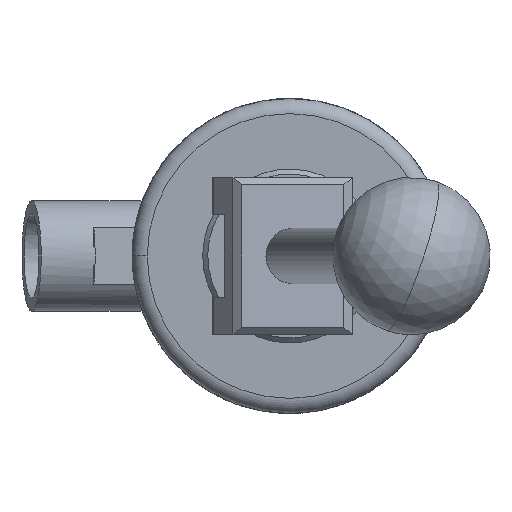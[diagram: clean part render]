
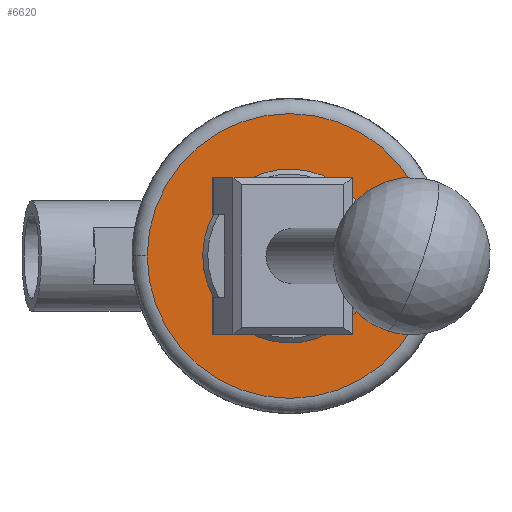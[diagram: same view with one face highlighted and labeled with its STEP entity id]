
A CAD part, front view. The second image highlights one B-rep face of the part: STEP entity #6620.
In plain terms, the highlighted planar face has unit normal (0, -1, 0).
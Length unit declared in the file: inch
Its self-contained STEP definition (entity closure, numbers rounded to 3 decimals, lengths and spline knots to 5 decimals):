
#455 = CIRCLE ( 'NONE', #6910, 1.13 ) ;
#543 = CARTESIAN_POINT ( 'NONE',  ( 1.13, 0., 0. ) ) ;
#546 = DIRECTION ( 'NONE',  ( 1., 0., 0. ) ) ;
#931 = CIRCLE ( 'NONE', #14867, 0.348 ) ;
#1574 = FACE_BOUND ( 'NONE', #8671, .T. ) ;
#1635 = ORIENTED_EDGE ( 'NONE', *, *, #3511, .T. ) ;
#1726 = CARTESIAN_POINT ( 'NONE',  ( 0., 0., 0. ) ) ;
#2150 = CIRCLE ( 'NONE', #5355, 1.13 ) ;
#2474 = DIRECTION ( 'NONE',  ( 0., -1., 0. ) ) ;
#2493 = DIRECTION ( 'NONE',  ( 0., -1., 0. ) ) ;
#2709 = CARTESIAN_POINT ( 'NONE',  ( 0., 0., 0. ) ) ;
#2721 = DIRECTION ( 'NONE',  ( 1., 0., 0. ) ) ;
#3511 = EDGE_CURVE ( 'NONE', #16210, #7182, #455, .T. ) ;
#3521 = ORIENTED_EDGE ( 'NONE', *, *, #12992, .T. ) ;
#4019 = EDGE_LOOP ( 'NONE', ( #1635, #3521 ) ) ;
#5303 = DIRECTION ( 'NONE',  ( 1., 0., 0. ) ) ;
#5335 = DIRECTION ( 'NONE',  ( 1., 0., 0. ) ) ;
#5355 = AXIS2_PLACEMENT_3D ( 'NONE', #2709, #11389, #5303 ) ;
#5443 = VERTEX_POINT ( 'NONE', #5862 ) ;
#5862 = CARTESIAN_POINT ( 'NONE',  ( -0.348, 0., 0. ) ) ;
#6381 = PLANE ( 'NONE',  #13009 ) ;
#6620 = ADVANCED_FACE ( 'NONE', ( #11587, #1574 ), #6381, .T. ) ;
#6910 = AXIS2_PLACEMENT_3D ( 'NONE', #1726, #13324, #546 ) ;
#7182 = VERTEX_POINT ( 'NONE', #14757 ) ;
#8217 = CARTESIAN_POINT ( 'NONE',  ( 0., 0., 0. ) ) ;
#8508 = ORIENTED_EDGE ( 'NONE', *, *, #12220, .F. ) ;
#8671 = EDGE_LOOP ( 'NONE', ( #8508, #14325 ) ) ;
#9087 = AXIS2_PLACEMENT_3D ( 'NONE', #8217, #12063, #12136 ) ;
#10053 = CARTESIAN_POINT ( 'NONE',  ( 0.348, 0., 0. ) ) ;
#10138 = VERTEX_POINT ( 'NONE', #10053 ) ;
#10930 = CIRCLE ( 'NONE', #9087, 0.348 ) ;
#11389 = DIRECTION ( 'NONE',  ( 0., -1., 0. ) ) ;
#11506 = CARTESIAN_POINT ( 'NONE',  ( 0., 0., -0.348 ) ) ;
#11587 = FACE_OUTER_BOUND ( 'NONE', #4019, .T. ) ;
#12063 = DIRECTION ( 'NONE',  ( 0., -1., 0. ) ) ;
#12136 = DIRECTION ( 'NONE',  ( 1., 0., 0. ) ) ;
#12220 = EDGE_CURVE ( 'NONE', #10138, #5443, #931, .T. ) ;
#12992 = EDGE_CURVE ( 'NONE', #7182, #16210, #2150, .T. ) ;
#13009 = AXIS2_PLACEMENT_3D ( 'NONE', #11506, #2493, #5335 ) ;
#13324 = DIRECTION ( 'NONE',  ( 0., -1., 0. ) ) ;
#14325 = ORIENTED_EDGE ( 'NONE', *, *, #16202, .F. ) ;
#14757 = CARTESIAN_POINT ( 'NONE',  ( -1.13, 0., 0. ) ) ;
#14867 = AXIS2_PLACEMENT_3D ( 'NONE', #15233, #2474, #2721 ) ;
#15233 = CARTESIAN_POINT ( 'NONE',  ( 0., 0., 0. ) ) ;
#16202 = EDGE_CURVE ( 'NONE', #5443, #10138, #10930, .T. ) ;
#16210 = VERTEX_POINT ( 'NONE', #543 ) ;
